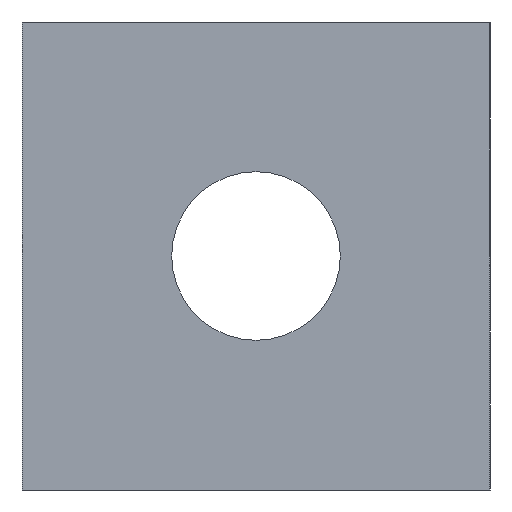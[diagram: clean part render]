
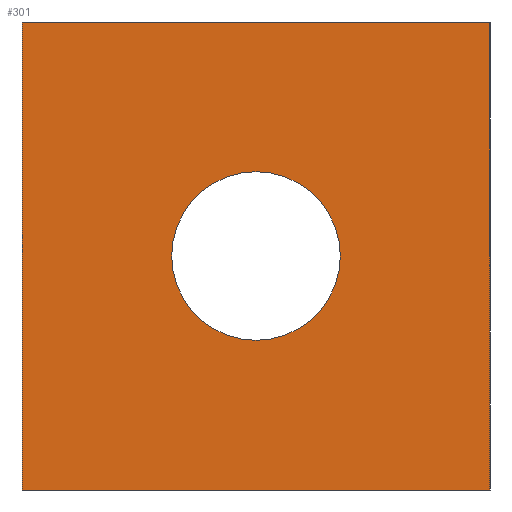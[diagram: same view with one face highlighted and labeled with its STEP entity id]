
A CAD part, left-side view. The second image highlights one B-rep face of the part: STEP entity #301.
In plain terms, the highlighted planar face has unit normal (-1, 0, 0).
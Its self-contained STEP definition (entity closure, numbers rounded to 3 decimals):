
#21=FACE_BOUND('',#59,.T.);
#30=CIRCLE('',#341,1.621);
#43=FACE_OUTER_BOUND('',#58,.T.);
#58=EDGE_LOOP('',(#228,#229,#230,#231));
#59=EDGE_LOOP('',(#232));
#79=LINE('',#479,#103);
#80=LINE('',#481,#104);
#81=LINE('',#483,#105);
#82=LINE('',#484,#106);
#103=VECTOR('',#390,10.);
#104=VECTOR('',#391,10.);
#105=VECTOR('',#392,10.);
#106=VECTOR('',#393,10.);
#138=VERTEX_POINT('',#477);
#139=VERTEX_POINT('',#478);
#140=VERTEX_POINT('',#480);
#141=VERTEX_POINT('',#482);
#142=VERTEX_POINT('',#485);
#175=EDGE_CURVE('',#138,#139,#79,.T.);
#176=EDGE_CURVE('',#139,#140,#80,.T.);
#177=EDGE_CURVE('',#140,#141,#81,.T.);
#178=EDGE_CURVE('',#141,#138,#82,.T.);
#179=EDGE_CURVE('',#142,#142,#30,.T.);
#228=ORIENTED_EDGE('',*,*,#175,.T.);
#229=ORIENTED_EDGE('',*,*,#176,.T.);
#230=ORIENTED_EDGE('',*,*,#177,.T.);
#231=ORIENTED_EDGE('',*,*,#178,.T.);
#232=ORIENTED_EDGE('',*,*,#179,.T.);
#288=PLANE('',#340);
#301=ADVANCED_FACE('',(#43,#21),#288,.F.);
#340=AXIS2_PLACEMENT_3D('',#476,#388,#389);
#341=AXIS2_PLACEMENT_3D('',#486,#394,#395);
#388=DIRECTION('center_axis',(1.,0.,0.));
#389=DIRECTION('ref_axis',(0.,0.,-1.));
#390=DIRECTION('',(0.,1.,0.));
#391=DIRECTION('',(0.,0.,-1.));
#392=DIRECTION('',(0.,-1.,0.));
#393=DIRECTION('',(0.,0.,1.));
#394=DIRECTION('center_axis',(1.,0.,0.));
#395=DIRECTION('ref_axis',(0.,0.,-1.));
#476=CARTESIAN_POINT('Origin',(0.,0.,0.));
#477=CARTESIAN_POINT('',(0.,-4.5,4.5));
#478=CARTESIAN_POINT('',(0.,4.5,4.5));
#479=CARTESIAN_POINT('',(0.,-4.5,4.5));
#480=CARTESIAN_POINT('',(0.,4.5,-4.5));
#481=CARTESIAN_POINT('',(0.,4.5,4.5));
#482=CARTESIAN_POINT('',(0.,-4.5,-4.5));
#483=CARTESIAN_POINT('',(0.,4.5,-4.5));
#484=CARTESIAN_POINT('',(0.,-4.5,-4.5));
#485=CARTESIAN_POINT('',(0.,0.,1.621));
#486=CARTESIAN_POINT('Origin',(0.,0.,0.));
